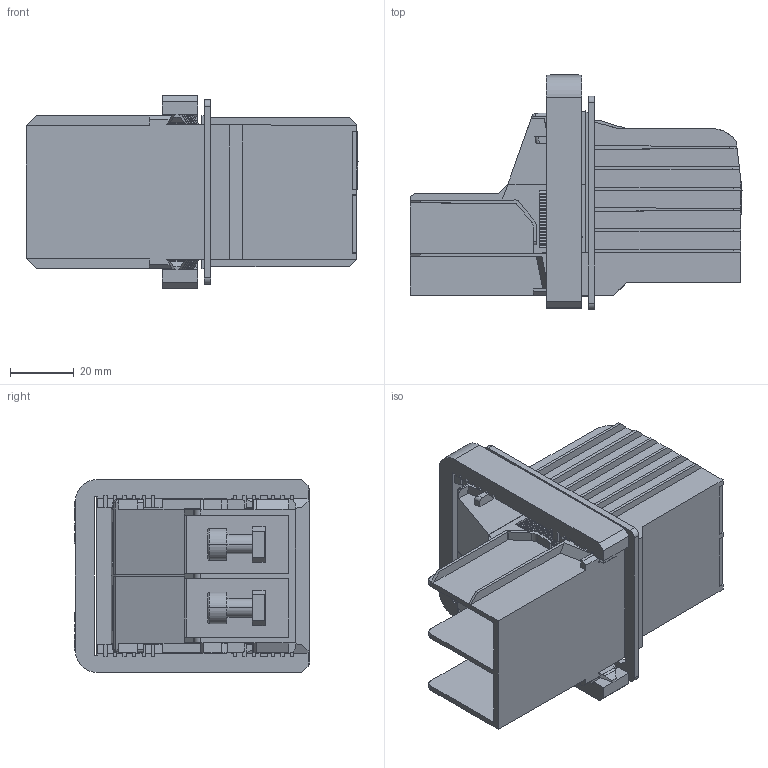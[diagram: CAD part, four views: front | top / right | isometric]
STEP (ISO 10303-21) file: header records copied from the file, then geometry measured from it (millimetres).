
FILE_DESCRIPTION(('Creo Elements/Direct Modeling STEP Export'),'2;1');
FILE_NAME('model.stp','2018-02-10T 7:38:48',(''),(''),'Creo Elements/Direct Modeling STEP processor for AP214 (Solid Model)','Creo Elements/Direct Modeling 18.1I 14-Aug-2016 (C) Parametric Technology GmbH','');
FILE_SCHEMA(('AUTOMOTIVE_DESIGN { 1 0 10303 214 1 1 1 1 }'));
Length unit declared in the file: millimetre
Products named in the file (4): TW50_2-Wendeklemmkeil.1.1; SCHR.ISKT_M6x10; TW50_2-Gehaeuse; TW_50_2_CL
Assembly tree (4 placements, depth 2):
  TW_50_2_CL
    TW50_2-Gehaeuse
    SCHR.ISKT_M6x10  x2
    TW50_2-Wendeklemmkeil.1.1
Bounding box: 104.43 x 74.01 x 60.75 mm (x, y, z)
Volume: 158402.4 mm3; surface area: 54814 mm2
Topology: 4 solids, 4 shells, 1245 faces, 3515 edges, 2289 vertices
Faces by surface type: plane 992, cylinder 217, bspline 18, cone 12, torus 4, sphere 2
Entity records: 62430 total; most frequent: CARTESIAN_POINT 22753, ORIENTED_EDGE 6886, DIRECTION 5465, EDGE_CURVE 3443, VECTOR 2631, LINE 2631, VERTEX_POINT 2250, AXIS2_PLACEMENT_3D 1417
